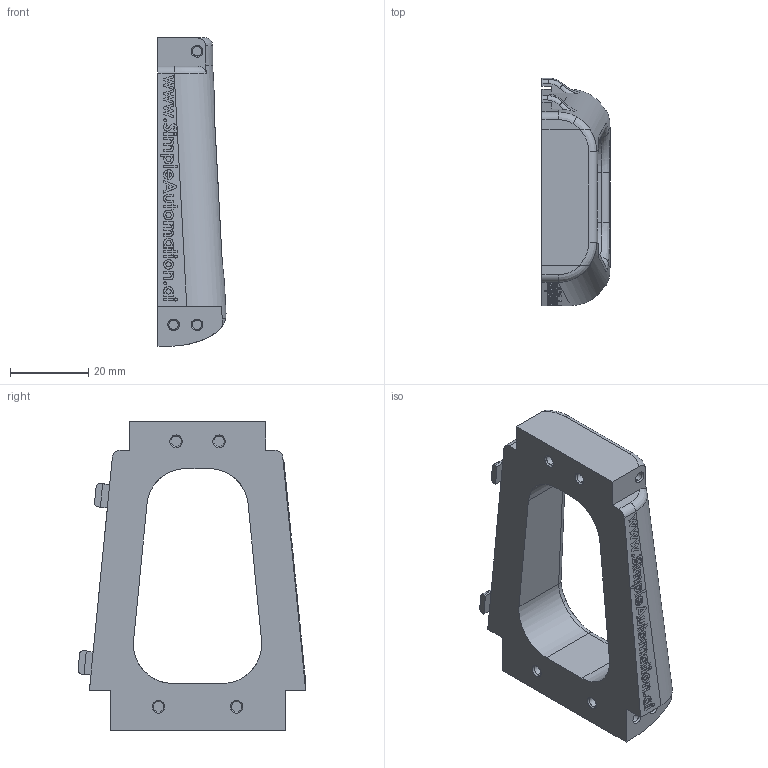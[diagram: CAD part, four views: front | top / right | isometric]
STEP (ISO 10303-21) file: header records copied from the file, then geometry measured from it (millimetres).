
FILE_DESCRIPTION (( 'STEP AP214' ), '1' );
FILE_NAME ('SAM_shoulder_up.STEP', '2025-02-05T03:42:16', ( '' ), ( '' ), 'SwSTEP 2.0', 'SolidWorks 2023', '' );
FILE_SCHEMA (( 'AUTOMOTIVE_DESIGN' ));
Length unit declared in the file: millimetre
Products named in the file (1): SAM_shoulder_up
Bounding box: 17.43 x 58.33 x 79 mm (x, y, z)
Volume: 30601.1 mm3; surface area: 10692.2 mm2
Topology: 1 solids, 1 shells, 431 faces, 1111 edges, 724 vertices
Faces by surface type: plane 213, bspline 153, cylinder 45, cone 20
Entity records: 15405 total; most frequent: CARTESIAN_POINT 6272, ORIENTED_EDGE 2222, DIRECTION 1285, EDGE_CURVE 1111, VERTEX_POINT 724, LINE 513, VECTOR 513, EDGE_LOOP 475
